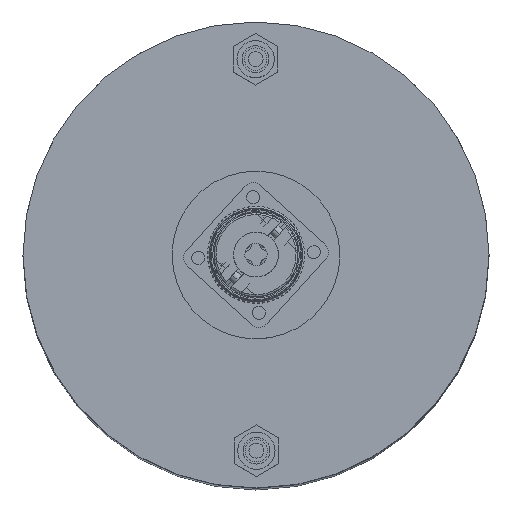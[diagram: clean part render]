
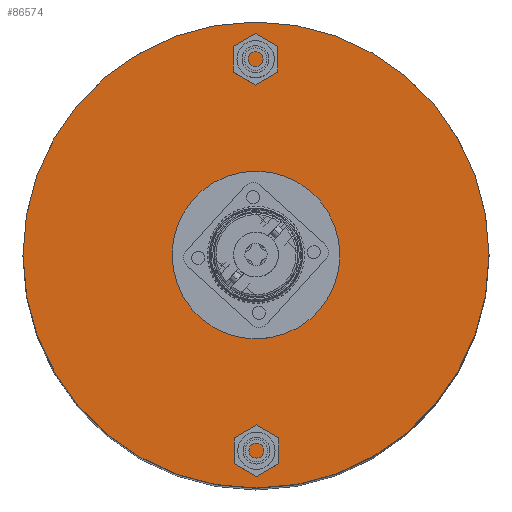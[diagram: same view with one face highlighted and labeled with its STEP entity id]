
A CAD part, top view. The second image highlights one B-rep face of the part: STEP entity #86574.
In plain terms, the highlighted planar face has unit normal (0, 0, 1).
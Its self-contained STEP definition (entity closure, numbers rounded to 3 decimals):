
#6251 = CARTESIAN_POINT ( 'NONE',  ( 0., 0., 35.5 ) ) ;
#10121 = EDGE_CURVE ( 'NONE', #44532, #21633, #62909, .T. ) ;
#16353 = CARTESIAN_POINT ( 'NONE',  ( -22.5, 0., 35.5 ) ) ;
#17659 = AXIS2_PLACEMENT_3D ( 'NONE', #6251, #28922, #98204 ) ;
#19009 = CARTESIAN_POINT ( 'NONE',  ( 0., 0., 35.5 ) ) ;
#19330 = EDGE_LOOP ( 'NONE', ( #33593, #22752 ) ) ;
#19366 = DIRECTION ( 'NONE',  ( -1., 0., 0. ) ) ;
#19407 = ORIENTED_EDGE ( 'NONE', *, *, #10121, .F. ) ;
#21501 = DIRECTION ( 'NONE',  ( 0., 0., 1. ) ) ;
#21633 = VERTEX_POINT ( 'NONE', #71877 ) ;
#22225 = EDGE_CURVE ( 'NONE', #88610, #69682, #24406, .T. ) ;
#22752 = ORIENTED_EDGE ( 'NONE', *, *, #22225, .T. ) ;
#24406 = CIRCLE ( 'NONE', #78518, 22.5 ) ;
#24983 = DIRECTION ( 'NONE',  ( -1., 0., 0. ) ) ;
#25385 = AXIS2_PLACEMENT_3D ( 'NONE', #77305, #55295, #24983 ) ;
#28922 = DIRECTION ( 'NONE',  ( 0., 0., -1. ) ) ;
#33151 = DIRECTION ( 'NONE',  ( 0., 0., -1. ) ) ;
#33593 = ORIENTED_EDGE ( 'NONE', *, *, #53340, .T. ) ;
#40042 = AXIS2_PLACEMENT_3D ( 'NONE', #93830, #33151, #55172 ) ;
#44532 = VERTEX_POINT ( 'NONE', #46987 ) ;
#46987 = CARTESIAN_POINT ( 'NONE',  ( -62.5, 0., 35.5 ) ) ;
#53340 = EDGE_CURVE ( 'NONE', #69682, #88610, #97844, .T. ) ;
#55172 = DIRECTION ( 'NONE',  ( -1., 0., 0. ) ) ;
#55295 = DIRECTION ( 'NONE',  ( 0., 0., -1. ) ) ;
#57101 = CARTESIAN_POINT ( 'NONE',  ( 22.5, 0., 35.5 ) ) ;
#62909 = CIRCLE ( 'NONE', #17659, 62.5 ) ;
#67105 = PLANE ( 'NONE',  #68773 ) ;
#68773 = AXIS2_PLACEMENT_3D ( 'NONE', #89466, #21501, #90121 ) ;
#68837 = EDGE_LOOP ( 'NONE', ( #19407, #76571 ) ) ;
#69682 = VERTEX_POINT ( 'NONE', #16353 ) ;
#71877 = CARTESIAN_POINT ( 'NONE',  ( 62.5, 0., 35.5 ) ) ;
#74327 = FACE_BOUND ( 'NONE', #19330, .T. ) ;
#76571 = ORIENTED_EDGE ( 'NONE', *, *, #95520, .F. ) ;
#77305 = CARTESIAN_POINT ( 'NONE',  ( 0., 0., 35.5 ) ) ;
#78518 = AXIS2_PLACEMENT_3D ( 'NONE', #19009, #80973, #19366 ) ;
#80973 = DIRECTION ( 'NONE',  ( 0., 0., -1. ) ) ;
#83895 = FACE_OUTER_BOUND ( 'NONE', #68837, .T. ) ;
#86574 = ADVANCED_FACE ( 'NONE', ( #83895, #74327 ), #67105, .T. ) ;
#88610 = VERTEX_POINT ( 'NONE', #57101 ) ;
#89466 = CARTESIAN_POINT ( 'NONE',  ( 0., 0., 35.5 ) ) ;
#90121 = DIRECTION ( 'NONE',  ( 1., 0., 0. ) ) ;
#93830 = CARTESIAN_POINT ( 'NONE',  ( 0., 0., 35.5 ) ) ;
#95520 = EDGE_CURVE ( 'NONE', #21633, #44532, #95861, .T. ) ;
#95861 = CIRCLE ( 'NONE', #40042, 62.5 ) ;
#97844 = CIRCLE ( 'NONE', #25385, 22.5 ) ;
#98204 = DIRECTION ( 'NONE',  ( -1., 0., 0. ) ) ;
